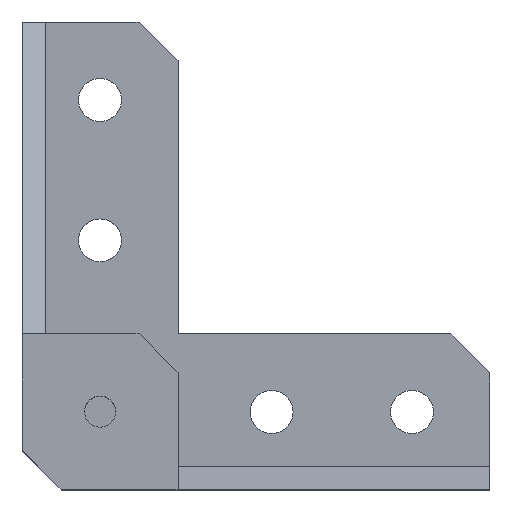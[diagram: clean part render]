
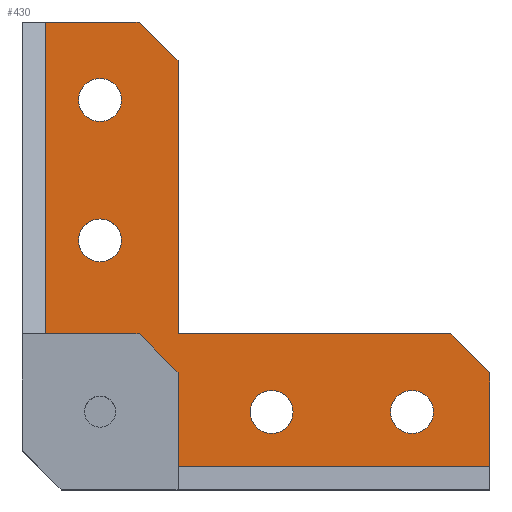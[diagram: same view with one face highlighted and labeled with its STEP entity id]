
A CAD part, top view. The second image highlights one B-rep face of the part: STEP entity #430.
In plain terms, the highlighted planar face has unit normal (0, 0, 1).
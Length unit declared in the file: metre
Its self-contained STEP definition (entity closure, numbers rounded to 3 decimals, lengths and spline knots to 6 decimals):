
#17=CIRCLE('',#469,0.00275);
#18=CIRCLE('',#470,0.00275);
#19=CIRCLE('',#471,0.00275);
#20=CIRCLE('',#472,0.00275);
#27=ORIENTED_EDGE('',*,*,#141,.T.);
#28=ORIENTED_EDGE('',*,*,#142,.T.);
#29=ORIENTED_EDGE('',*,*,#143,.T.);
#30=ORIENTED_EDGE('',*,*,#144,.F.);
#31=ORIENTED_EDGE('',*,*,#145,.T.);
#32=ORIENTED_EDGE('',*,*,#146,.T.);
#33=ORIENTED_EDGE('',*,*,#147,.F.);
#34=ORIENTED_EDGE('',*,*,#148,.T.);
#35=ORIENTED_EDGE('',*,*,#149,.F.);
#36=ORIENTED_EDGE('',*,*,#150,.T.);
#37=ORIENTED_EDGE('',*,*,#151,.T.);
#38=ORIENTED_EDGE('',*,*,#152,.F.);
#39=ORIENTED_EDGE('',*,*,#153,.F.);
#40=ORIENTED_EDGE('',*,*,#154,.F.);
#41=ORIENTED_EDGE('',*,*,#155,.F.);
#141=EDGE_CURVE('',#198,#199,#238,.T.);
#142=EDGE_CURVE('',#199,#200,#239,.F.);
#143=EDGE_CURVE('',#200,#201,#240,.T.);
#144=EDGE_CURVE('',#202,#201,#241,.T.);
#145=EDGE_CURVE('',#202,#203,#242,.T.);
#146=EDGE_CURVE('',#203,#204,#243,.T.);
#147=EDGE_CURVE('',#205,#204,#244,.T.);
#148=EDGE_CURVE('',#205,#206,#245,.T.);
#149=EDGE_CURVE('',#207,#206,#246,.T.);
#150=EDGE_CURVE('',#207,#208,#247,.T.);
#151=EDGE_CURVE('',#208,#198,#248,.T.);
#152=EDGE_CURVE('',#209,#209,#17,.T.);
#153=EDGE_CURVE('',#210,#210,#18,.T.);
#154=EDGE_CURVE('',#211,#211,#19,.T.);
#155=EDGE_CURVE('',#212,#212,#20,.T.);
#198=VERTEX_POINT('',#625);
#199=VERTEX_POINT('',#626);
#200=VERTEX_POINT('',#628);
#201=VERTEX_POINT('',#630);
#202=VERTEX_POINT('',#632);
#203=VERTEX_POINT('',#634);
#204=VERTEX_POINT('',#636);
#205=VERTEX_POINT('',#638);
#206=VERTEX_POINT('',#640);
#207=VERTEX_POINT('',#642);
#208=VERTEX_POINT('',#644);
#209=VERTEX_POINT('',#647);
#210=VERTEX_POINT('',#649);
#211=VERTEX_POINT('',#651);
#212=VERTEX_POINT('',#653);
#238=LINE('',#624,#285);
#239=LINE('',#627,#286);
#240=LINE('',#629,#287);
#241=LINE('',#631,#288);
#242=LINE('',#633,#289);
#243=LINE('',#635,#290);
#244=LINE('',#637,#291);
#245=LINE('',#639,#292);
#246=LINE('',#641,#293);
#247=LINE('',#643,#294);
#248=LINE('',#645,#295);
#285=VECTOR('',#507,1.);
#286=VECTOR('',#508,1.);
#287=VECTOR('',#509,1.);
#288=VECTOR('',#510,1.);
#289=VECTOR('',#511,1.);
#290=VECTOR('',#512,1.);
#291=VECTOR('',#513,1.);
#292=VECTOR('',#514,1.);
#293=VECTOR('',#515,1.);
#294=VECTOR('',#516,1.);
#295=VECTOR('',#517,1.);
#332=EDGE_LOOP('',(#27,#28,#29,#30,#31,#32,#33,#34,#35,#36,#37));
#333=EDGE_LOOP('',(#38));
#334=EDGE_LOOP('',(#39));
#335=EDGE_LOOP('',(#40));
#336=EDGE_LOOP('',(#41));
#371=FACE_BOUND('',#332,.T.);
#372=FACE_BOUND('',#333,.T.);
#373=FACE_BOUND('',#334,.T.);
#374=FACE_BOUND('',#335,.T.);
#375=FACE_BOUND('',#336,.T.);
#410=PLANE('',#468);
#430=ADVANCED_FACE('',(#371,#372,#373,#374,#375),#410,.T.);
#468=AXIS2_PLACEMENT_3D('',#623,#505,#506);
#469=AXIS2_PLACEMENT_3D('',#646,#518,#519);
#470=AXIS2_PLACEMENT_3D('',#648,#520,#521);
#471=AXIS2_PLACEMENT_3D('',#650,#522,#523);
#472=AXIS2_PLACEMENT_3D('',#652,#524,#525);
#505=DIRECTION('',(0.,0.,1.));
#506=DIRECTION('',(1.,0.,0.));
#507=DIRECTION('',(0.,1.,0.));
#508=DIRECTION('',(0.707,-0.707,0.));
#509=DIRECTION('',(-1.,0.,0.));
#510=DIRECTION('',(0.,1.,0.));
#511=DIRECTION('',(1.,0.,0.));
#512=DIRECTION('',(0.707,-0.707,0.));
#513=DIRECTION('',(0.,1.,0.));
#514=DIRECTION('',(1.,0.,0.));
#515=DIRECTION('',(0.,-1.,0.));
#516=DIRECTION('',(-0.707,0.707,0.));
#517=DIRECTION('',(-1.,0.,0.));
#518=DIRECTION('',(0.,0.,1.));
#519=DIRECTION('',(1.,0.,0.));
#520=DIRECTION('',(0.,0.,1.));
#521=DIRECTION('',(1.,0.,0.));
#522=DIRECTION('',(0.,0.,1.));
#523=DIRECTION('',(1.,0.,0.));
#524=DIRECTION('',(0.,0.,1.));
#525=DIRECTION('',(1.,0.,0.));
#623=CARTESIAN_POINT('',(0.,0.,0.005));
#624=CARTESIAN_POINT('',(-0.01,0.01,0.005));
#625=CARTESIAN_POINT('',(-0.01,-0.01,0.005));
#626=CARTESIAN_POINT('',(-0.01,0.025,0.005));
#627=CARTESIAN_POINT('',(0.0075,0.0075,0.005));
#628=CARTESIAN_POINT('',(-0.015,0.03,0.005));
#629=CARTESIAN_POINT('',(-0.02,0.03,0.005));
#630=CARTESIAN_POINT('',(-0.027,0.03,0.005));
#631=CARTESIAN_POINT('',(-0.027,0.,0.005));
#632=CARTESIAN_POINT('',(-0.027,-0.01,0.005));
#633=CARTESIAN_POINT('',(-0.02,-0.01,0.005));
#634=CARTESIAN_POINT('',(-0.015,-0.01,0.005));
#635=CARTESIAN_POINT('',(-0.015,-0.01,0.005));
#636=CARTESIAN_POINT('',(-0.01,-0.015,0.005));
#637=CARTESIAN_POINT('',(-0.01,-0.02,0.005));
#638=CARTESIAN_POINT('',(-0.01,-0.027,0.005));
#639=CARTESIAN_POINT('',(0.,-0.027,0.005));
#640=CARTESIAN_POINT('',(0.03,-0.027,0.005));
#641=CARTESIAN_POINT('',(0.03,-0.02,0.005));
#642=CARTESIAN_POINT('',(0.03,-0.015,0.005));
#643=CARTESIAN_POINT('',(0.0075,0.0075,0.005));
#644=CARTESIAN_POINT('',(0.025,-0.01,0.005));
#645=CARTESIAN_POINT('',(0.01,-0.01,0.005));
#646=CARTESIAN_POINT('',(-0.02,0.02,0.005));
#647=CARTESIAN_POINT('',(-0.01725,0.02,0.005));
#648=CARTESIAN_POINT('',(-0.02,0.002,0.005));
#649=CARTESIAN_POINT('',(-0.01725,0.002,0.005));
#650=CARTESIAN_POINT('',(0.002,-0.02,0.005));
#651=CARTESIAN_POINT('',(0.00475,-0.02,0.005));
#652=CARTESIAN_POINT('',(0.02,-0.02,0.005));
#653=CARTESIAN_POINT('',(0.02275,-0.02,0.005));
